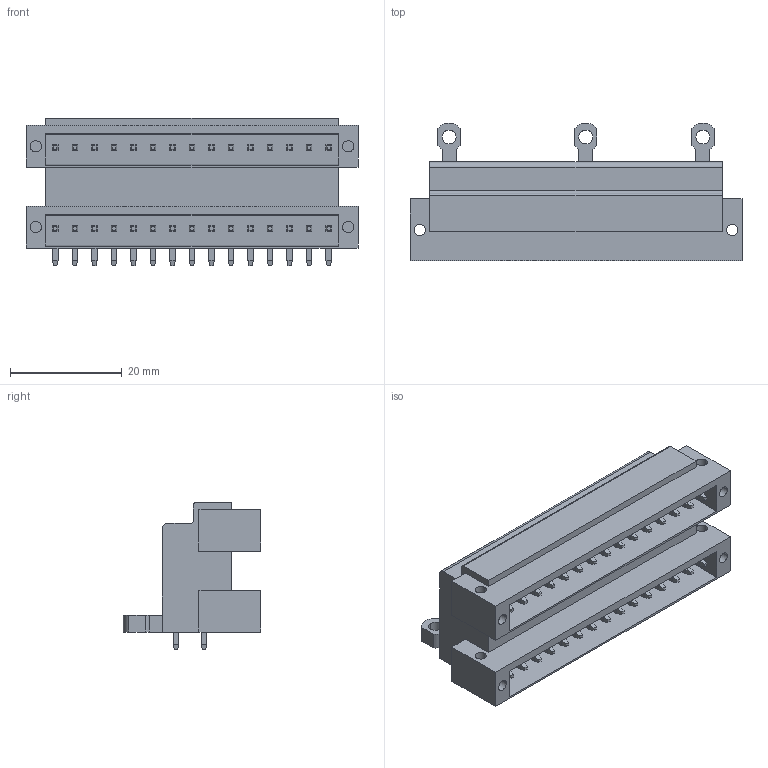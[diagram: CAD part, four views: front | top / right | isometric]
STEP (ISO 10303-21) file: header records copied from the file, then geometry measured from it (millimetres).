
FILE_DESCRIPTION(('CATIA V5 STEP Exchange','CAx-IF Rec.Pracs.--- Model Styling and Organization---1.2---2011-12-15'),'2;1');
FILE_NAME ('D1453976_0_1633940000_1633940000.stp','2018-11-10T05:14:55+00:00',('none'),('Weidmueller'),'CATIA Version 5-6 Release 2014','CATIA V5 STEP AP214','none');
FILE_SCHEMA(('AUTOMOTIVE_DESIGN { 1 0 10303 214 1 1 1 1 }'));
Length unit declared in the file: millimetre
Products named in the file (1): 1633940000
Bounding box: 59.5 x 24.7 x 26.5 mm (x, y, z)
Volume: 15071.6 mm3; surface area: 13275.6 mm2
Topology: 31 solids, 31 shells, 748 faces, 1800 edges, 1120 vertices
Faces by surface type: plane 711, cylinder 37
Entity records: 18646 total; most frequent: ORIENTED_EDGE 3600, CARTESIAN_POINT 3428, DIRECTION 2094, EDGE_CURVE 1800, VECTOR 1486, LINE 1486, VERTEX_POINT 1120, EDGE_LOOP 828
